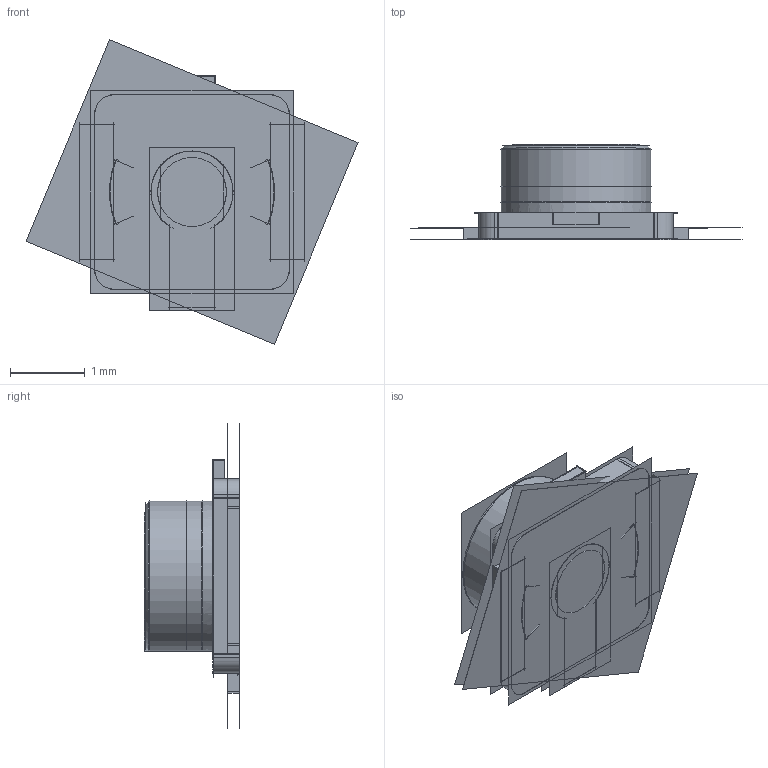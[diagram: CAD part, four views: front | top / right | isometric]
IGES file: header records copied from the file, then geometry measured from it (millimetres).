
Start section:  PTC IGES file: ufl_rece.igs
Global section: file name: ufl_rece.igs; native system: Pro/ENGINEER by Parametric Technology Corporation; preprocessor: 2002180; author: EC-A06; organization: Unknown; date: 080326.112829; units: millimetre
Bounding box: 4.44 x 1.28 x 4.08 mm (x, y, z)
Surface area: 210 mm2 (no closed solid volume)
Topology: 0 solids, 0 shells, 200 faces, 2316 edges, 2644 vertices
Faces by surface type: bspline 126, revolution 74
